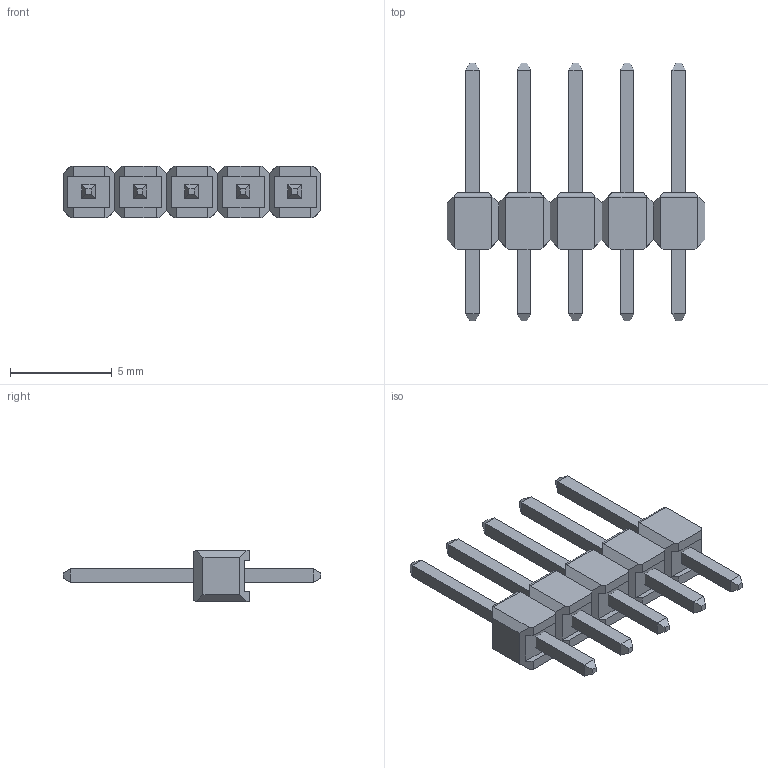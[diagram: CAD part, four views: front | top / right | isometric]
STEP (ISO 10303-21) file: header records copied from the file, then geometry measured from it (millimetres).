
FILE_DESCRIPTION(('CATIA V5 STEP Exchange'),'2;1');
FILE_NAME('1x5THPitch 2_54mm.stp','2023-08-02T10:27:31+00:00',('none'),('none'),'CATIA Version 5 Release 21 GA (IN-10)','CATIA V5 STEP AP214','none');
FILE_SCHEMA(('AUTOMOTIVE_DESIGN { 1 0 10303 214 1 1 1 1 }'));
Length unit declared in the file: millimetre
Products named in the file (3): User Library-1x6 TH Pitch 2_54mm; pin; holder
Assembly tree (6 placements, depth 2):
  User Library-1x6 TH Pitch 2_54mm
    pin  x5
    holder
Bounding box: 12.7 x 12.7 x 2.54 mm (x, y, z)
Volume: 100.7 mm3; surface area: 349.4 mm2
Topology: 6 solids, 6 shells, 182 faces, 454 edges, 284 vertices
Faces by surface type: plane 172, cylinder 10
Entity records: 5029 total; most frequent: CARTESIAN_POINT 930, ORIENTED_EDGE 684, DIRECTION 578, EDGE_CURVE 342, VECTOR 302, LINE 302, VERTEX_POINT 220, AXIS2_PLACEMENT_3D 138
